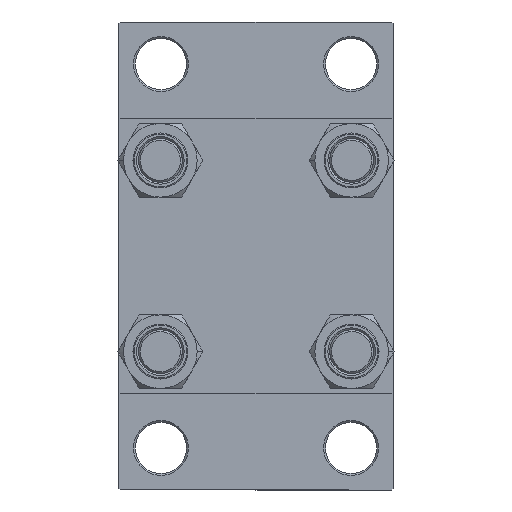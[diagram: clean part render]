
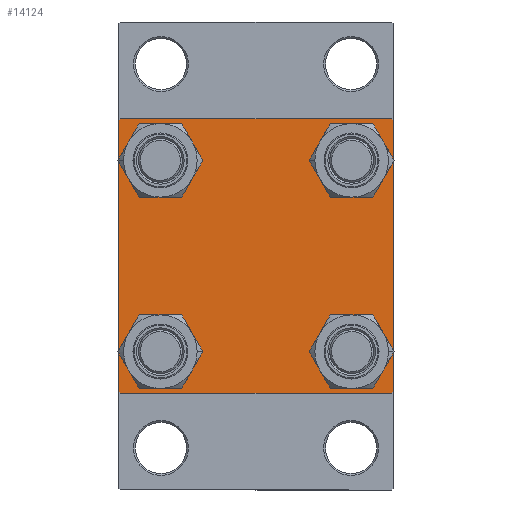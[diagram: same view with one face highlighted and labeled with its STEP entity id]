
A CAD part, left-side view. The second image highlights one B-rep face of the part: STEP entity #14124.
In plain terms, the highlighted planar face has unit normal (-1, 0, 0).
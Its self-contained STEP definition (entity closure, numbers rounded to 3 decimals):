
#833 = VERTEX_POINT ( 'NONE', #43821 ) ;
#1056 = FACE_BOUND ( 'NONE', #32797, .T. ) ;
#1704 = ORIENTED_EDGE ( 'NONE', *, *, #36935, .T. ) ;
#1919 = ORIENTED_EDGE ( 'NONE', *, *, #25022, .T. ) ;
#2265 = VERTEX_POINT ( 'NONE', #33597 ) ;
#3052 = ORIENTED_EDGE ( 'NONE', *, *, #44515, .T. ) ;
#3073 = VECTOR ( 'NONE', #13132, 1000. ) ;
#3403 = LINE ( 'NONE', #25762, #21794 ) ;
#3648 = DIRECTION ( 'NONE',  ( 0., 0.707, -0.707 ) ) ;
#3701 = EDGE_LOOP ( 'NONE', ( #22656, #28335 ) ) ;
#4262 = EDGE_CURVE ( 'NONE', #18195, #2265, #38436, .T. ) ;
#4293 = CARTESIAN_POINT ( 'NONE',  ( 0., -37.5, 37.5 ) ) ;
#4587 = CARTESIAN_POINT ( 'NONE',  ( 0., -26.15, -26.15 ) ) ;
#5274 = CARTESIAN_POINT ( 'NONE',  ( 0., -26.15, 32.65 ) ) ;
#5654 = EDGE_CURVE ( 'NONE', #13650, #36037, #32362, .T. ) ;
#5760 = DIRECTION ( 'NONE',  ( 0., -0.707, -0.707 ) ) ;
#6382 = VECTOR ( 'NONE', #40711, 1000. ) ;
#6449 = EDGE_LOOP ( 'NONE', ( #24460, #1704 ) ) ;
#6461 = CARTESIAN_POINT ( 'NONE',  ( 0., 37.25, -37.25 ) ) ;
#6768 = CARTESIAN_POINT ( 'NONE',  ( 0., -26.15, -26.15 ) ) ;
#7387 = DIRECTION ( 'NONE',  ( 0., 0., 1. ) ) ;
#7821 = CIRCLE ( 'NONE', #46848, 6.5 ) ;
#8457 = CARTESIAN_POINT ( 'NONE',  ( 0., -37., -37.5 ) ) ;
#8477 = AXIS2_PLACEMENT_3D ( 'NONE', #14733, #40583, #25306 ) ;
#8492 = FACE_BOUND ( 'NONE', #6449, .T. ) ;
#9276 = VERTEX_POINT ( 'NONE', #8457 ) ;
#9425 = VERTEX_POINT ( 'NONE', #43634 ) ;
#9461 = CIRCLE ( 'NONE', #30077, 6.5 ) ;
#9608 = LINE ( 'NONE', #6461, #39621 ) ;
#10405 = EDGE_LOOP ( 'NONE', ( #45517, #29213 ) ) ;
#11018 = CARTESIAN_POINT ( 'NONE',  ( 0., 37.5, -37.5 ) ) ;
#11578 = DIRECTION ( 'NONE',  ( 0., 0., 1. ) ) ;
#11604 = CARTESIAN_POINT ( 'NONE',  ( 0., 37.5, 37.5 ) ) ;
#11854 = DIRECTION ( 'NONE',  ( 0., 0., 1. ) ) ;
#12102 = FACE_OUTER_BOUND ( 'NONE', #45321, .T. ) ;
#12385 = EDGE_CURVE ( 'NONE', #45458, #9276, #40251, .T. ) ;
#12394 = CARTESIAN_POINT ( 'NONE',  ( 0., -37.5, -37. ) ) ;
#13132 = DIRECTION ( 'NONE',  ( 0., 0., -1. ) ) ;
#13150 = VERTEX_POINT ( 'NONE', #19771 ) ;
#13598 = LINE ( 'NONE', #34705, #33122 ) ;
#13650 = VERTEX_POINT ( 'NONE', #5274 ) ;
#14124 = ADVANCED_FACE ( 'NONE', ( #8492, #22693, #1056, #23170, #12102 ), #19077, .T. ) ;
#14733 = CARTESIAN_POINT ( 'NONE',  ( 0., 26.15, -26.15 ) ) ;
#15473 = ORIENTED_EDGE ( 'NONE', *, *, #24754, .T. ) ;
#15703 = CARTESIAN_POINT ( 'NONE',  ( 0., 26.15, -26.15 ) ) ;
#16368 = ORIENTED_EDGE ( 'NONE', *, *, #17744, .F. ) ;
#16395 = CARTESIAN_POINT ( 'NONE',  ( 0., 26.15, 26.15 ) ) ;
#16621 = VECTOR ( 'NONE', #18383, 1000. ) ;
#16836 = CARTESIAN_POINT ( 'NONE',  ( 0., 26.15, -19.65 ) ) ;
#17744 = EDGE_CURVE ( 'NONE', #13150, #9425, #33670, .T. ) ;
#18195 = VERTEX_POINT ( 'NONE', #45294 ) ;
#18383 = DIRECTION ( 'NONE',  ( 0., -0.707, 0.707 ) ) ;
#18475 = DIRECTION ( 'NONE',  ( 0., 0., -1. ) ) ;
#19013 = DIRECTION ( 'NONE',  ( 0., 0., 1. ) ) ;
#19077 = PLANE ( 'NONE',  #27957 ) ;
#19379 = EDGE_CURVE ( 'NONE', #833, #35374, #26163, .T. ) ;
#19469 = DIRECTION ( 'NONE',  ( 0., 0., 1. ) ) ;
#19771 = CARTESIAN_POINT ( 'NONE',  ( 0., 37., 37.5 ) ) ;
#19930 = CIRCLE ( 'NONE', #43617, 6.5 ) ;
#20360 = CARTESIAN_POINT ( 'NONE',  ( 0., 37.5, 37.5 ) ) ;
#20516 = CIRCLE ( 'NONE', #46484, 6.5 ) ;
#21794 = VECTOR ( 'NONE', #3648, 1000. ) ;
#22070 = CARTESIAN_POINT ( 'NONE',  ( 0., 37., -37.5 ) ) ;
#22174 = CARTESIAN_POINT ( 'NONE',  ( 0., 26.15, 32.65 ) ) ;
#22656 = ORIENTED_EDGE ( 'NONE', *, *, #39419, .T. ) ;
#22693 = FACE_BOUND ( 'NONE', #3701, .T. ) ;
#23170 = FACE_BOUND ( 'NONE', #10405, .T. ) ;
#23360 = DIRECTION ( 'NONE',  ( 1., 0., 0. ) ) ;
#23363 = EDGE_CURVE ( 'NONE', #9276, #35374, #36587, .T. ) ;
#23564 = VECTOR ( 'NONE', #18475, 1000. ) ;
#23624 = DIRECTION ( 'NONE',  ( 1., 0., 0. ) ) ;
#23660 = AXIS2_PLACEMENT_3D ( 'NONE', #16395, #23624, #11854 ) ;
#23856 = DIRECTION ( 'NONE',  ( 1., 0., 0. ) ) ;
#24460 = ORIENTED_EDGE ( 'NONE', *, *, #5654, .T. ) ;
#24686 = CARTESIAN_POINT ( 'NONE',  ( 0., -26.15, 26.15 ) ) ;
#24754 = EDGE_CURVE ( 'NONE', #25652, #32735, #20516, .T. ) ;
#24770 = CARTESIAN_POINT ( 'NONE',  ( 0., 37.5, 37. ) ) ;
#25022 = EDGE_CURVE ( 'NONE', #33628, #45458, #9608, .T. ) ;
#25306 = DIRECTION ( 'NONE',  ( 0., 0., 1. ) ) ;
#25596 = CARTESIAN_POINT ( 'NONE',  ( 0., -37.25, -37.25 ) ) ;
#25652 = VERTEX_POINT ( 'NONE', #28155 ) ;
#25762 = CARTESIAN_POINT ( 'NONE',  ( 0., 37.25, 37.25 ) ) ;
#26163 = LINE ( 'NONE', #4293, #23564 ) ;
#27132 = EDGE_CURVE ( 'NONE', #33366, #39317, #47372, .T. ) ;
#27208 = DIRECTION ( 'NONE',  ( 0., 0., 1. ) ) ;
#27633 = ORIENTED_EDGE ( 'NONE', *, *, #31770, .T. ) ;
#27869 = CARTESIAN_POINT ( 'NONE',  ( 0., -26.15, 19.65 ) ) ;
#27957 = AXIS2_PLACEMENT_3D ( 'NONE', #40851, #34382, #44918 ) ;
#28155 = CARTESIAN_POINT ( 'NONE',  ( 0., 26.15, -32.65 ) ) ;
#28335 = ORIENTED_EDGE ( 'NONE', *, *, #4262, .T. ) ;
#29213 = ORIENTED_EDGE ( 'NONE', *, *, #27132, .T. ) ;
#29312 = AXIS2_PLACEMENT_3D ( 'NONE', #24686, #36642, #7387 ) ;
#30076 = AXIS2_PLACEMENT_3D ( 'NONE', #4587, #40780, #19013 ) ;
#30077 = AXIS2_PLACEMENT_3D ( 'NONE', #6768, #23360, #11578 ) ;
#30443 = EDGE_CURVE ( 'NONE', #39317, #33366, #19930, .T. ) ;
#30891 = DIRECTION ( 'NONE',  ( 0., 0.707, 0.707 ) ) ;
#31123 = ORIENTED_EDGE ( 'NONE', *, *, #23363, .T. ) ;
#31770 = EDGE_CURVE ( 'NONE', #40684, #33628, #43065, .T. ) ;
#32362 = CIRCLE ( 'NONE', #29312, 6.5 ) ;
#32469 = CARTESIAN_POINT ( 'NONE',  ( 0., 26.15, 19.65 ) ) ;
#32735 = VERTEX_POINT ( 'NONE', #16836 ) ;
#32797 = EDGE_LOOP ( 'NONE', ( #43145, #15473 ) ) ;
#33122 = VECTOR ( 'NONE', #30891, 1000. ) ;
#33366 = VERTEX_POINT ( 'NONE', #32469 ) ;
#33423 = EDGE_CURVE ( 'NONE', #32735, #25652, #44464, .T. ) ;
#33597 = CARTESIAN_POINT ( 'NONE',  ( 0., -26.15, -19.65 ) ) ;
#33628 = VERTEX_POINT ( 'NONE', #42923 ) ;
#33670 = LINE ( 'NONE', #11604, #34926 ) ;
#33817 = ORIENTED_EDGE ( 'NONE', *, *, #19379, .F. ) ;
#34074 = DIRECTION ( 'NONE',  ( 1., 0., 0. ) ) ;
#34382 = DIRECTION ( 'NONE',  ( -1., 0., 0. ) ) ;
#34705 = CARTESIAN_POINT ( 'NONE',  ( 0., -37.25, 37.25 ) ) ;
#34926 = VECTOR ( 'NONE', #44898, 1000. ) ;
#35374 = VERTEX_POINT ( 'NONE', #12394 ) ;
#36037 = VERTEX_POINT ( 'NONE', #27869 ) ;
#36587 = LINE ( 'NONE', #25596, #16621 ) ;
#36642 = DIRECTION ( 'NONE',  ( 1., 0., 0. ) ) ;
#36935 = EDGE_CURVE ( 'NONE', #36037, #13650, #7821, .T. ) ;
#38436 = CIRCLE ( 'NONE', #30076, 6.5 ) ;
#39317 = VERTEX_POINT ( 'NONE', #22174 ) ;
#39419 = EDGE_CURVE ( 'NONE', #2265, #18195, #9461, .T. ) ;
#39621 = VECTOR ( 'NONE', #5760, 1000. ) ;
#40251 = LINE ( 'NONE', #11018, #6382 ) ;
#40583 = DIRECTION ( 'NONE',  ( 1., 0., 0. ) ) ;
#40684 = VERTEX_POINT ( 'NONE', #24770 ) ;
#40711 = DIRECTION ( 'NONE',  ( 0., -1., 0. ) ) ;
#40780 = DIRECTION ( 'NONE',  ( 1., 0., 0. ) ) ;
#40851 = CARTESIAN_POINT ( 'NONE',  ( 0., 0., 0. ) ) ;
#41156 = EDGE_CURVE ( 'NONE', #833, #9425, #13598, .T. ) ;
#41222 = ORIENTED_EDGE ( 'NONE', *, *, #41156, .T. ) ;
#41472 = CARTESIAN_POINT ( 'NONE',  ( 0., 26.15, 26.15 ) ) ;
#41980 = ORIENTED_EDGE ( 'NONE', *, *, #12385, .T. ) ;
#42208 = DIRECTION ( 'NONE',  ( 0., 0., 1. ) ) ;
#42923 = CARTESIAN_POINT ( 'NONE',  ( 0., 37.5, -37. ) ) ;
#43065 = LINE ( 'NONE', #20360, #3073 ) ;
#43145 = ORIENTED_EDGE ( 'NONE', *, *, #33423, .T. ) ;
#43617 = AXIS2_PLACEMENT_3D ( 'NONE', #41472, #34074, #19469 ) ;
#43634 = CARTESIAN_POINT ( 'NONE',  ( 0., -37., 37.5 ) ) ;
#43821 = CARTESIAN_POINT ( 'NONE',  ( 0., -37.5, 37. ) ) ;
#44464 = CIRCLE ( 'NONE', #8477, 6.5 ) ;
#44515 = EDGE_CURVE ( 'NONE', #13150, #40684, #3403, .T. ) ;
#44898 = DIRECTION ( 'NONE',  ( 0., -1., 0. ) ) ;
#44918 = DIRECTION ( 'NONE',  ( 0., 0., 1. ) ) ;
#45294 = CARTESIAN_POINT ( 'NONE',  ( 0., -26.15, -32.65 ) ) ;
#45321 = EDGE_LOOP ( 'NONE', ( #27633, #1919, #41980, #31123, #33817, #41222, #16368, #3052 ) ) ;
#45458 = VERTEX_POINT ( 'NONE', #22070 ) ;
#45517 = ORIENTED_EDGE ( 'NONE', *, *, #30443, .T. ) ;
#46272 = CARTESIAN_POINT ( 'NONE',  ( 0., -26.15, 26.15 ) ) ;
#46484 = AXIS2_PLACEMENT_3D ( 'NONE', #15703, #23856, #27208 ) ;
#46513 = DIRECTION ( 'NONE',  ( 1., 0., 0. ) ) ;
#46848 = AXIS2_PLACEMENT_3D ( 'NONE', #46272, #46513, #42208 ) ;
#47372 = CIRCLE ( 'NONE', #23660, 6.5 ) ;
